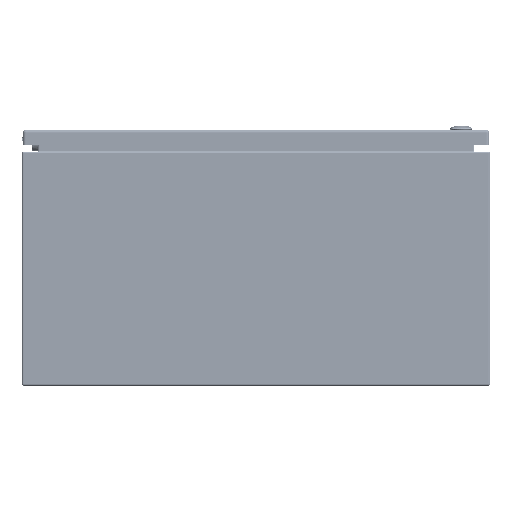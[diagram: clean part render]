
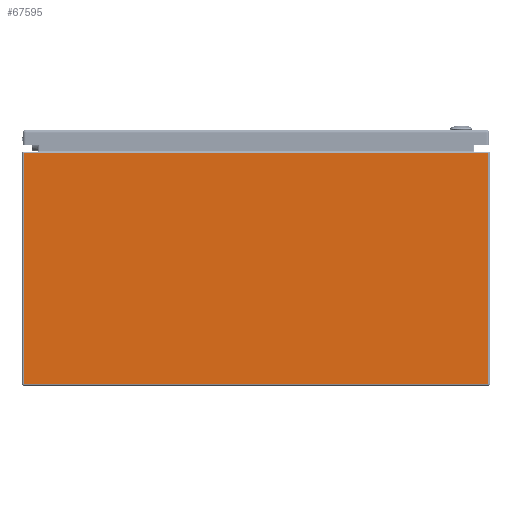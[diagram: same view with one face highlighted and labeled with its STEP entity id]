
A CAD part, front view. The second image highlights one B-rep face of the part: STEP entity #67595.
In plain terms, the highlighted planar face has unit normal (0, -1, 0).
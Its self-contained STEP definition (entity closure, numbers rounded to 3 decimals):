
#6852=LINE('',#95095,#10988);
#6858=LINE('',#95113,#10994);
#6861=LINE('',#95128,#10997);
#6892=LINE('',#95285,#11028);
#10988=VECTOR('',#78744,0.394);
#10994=VECTOR('',#78764,0.394);
#10997=VECTOR('',#78781,0.394);
#11028=VECTOR('',#78964,0.394);
#16246=FACE_OUTER_BOUND('',#20434,.T.);
#20434=EDGE_LOOP('',(#45064,#45065,#45066,#45067));
#27457=VERTEX_POINT('',#95086);
#27460=VERTEX_POINT('',#95093);
#27465=VERTEX_POINT('',#95112);
#27469=VERTEX_POINT('',#95121);
#34177=EDGE_CURVE('',#27460,#27457,#6852,.T.);
#34186=EDGE_CURVE('',#27457,#27465,#6858,.T.);
#34194=EDGE_CURVE('',#27465,#27469,#6861,.T.);
#34273=EDGE_CURVE('',#27469,#27460,#6892,.T.);
#45064=ORIENTED_EDGE('',*,*,#34177,.F.);
#45065=ORIENTED_EDGE('',*,*,#34273,.F.);
#45066=ORIENTED_EDGE('',*,*,#34194,.F.);
#45067=ORIENTED_EDGE('',*,*,#34186,.F.);
#66097=PLANE('',#72709);
#67595=ADVANCED_FACE('',(#16246),#66097,.F.);
#72709=AXIS2_PLACEMENT_3D('',#95284,#78962,#78963);
#78744=DIRECTION('',(0.,0.,1.));
#78764=DIRECTION('',(1.,0.,0.));
#78781=DIRECTION('',(0.,0.,-1.));
#78962=DIRECTION('center_axis',(0.,1.,0.));
#78963=DIRECTION('ref_axis',(0.,0.,1.));
#78964=DIRECTION('',(-1.,0.,0.));
#95086=CARTESIAN_POINT('',(-11.916,-15.,11.916));
#95093=CARTESIAN_POINT('',(-11.916,-15.,0.084));
#95095=CARTESIAN_POINT('',(-11.916,-15.,11.916));
#95112=CARTESIAN_POINT('',(11.916,-15.,11.916));
#95113=CARTESIAN_POINT('',(-11.078,-15.,11.916));
#95121=CARTESIAN_POINT('',(11.916,-15.,0.084));
#95128=CARTESIAN_POINT('',(11.916,-15.,11.916));
#95284=CARTESIAN_POINT('Origin',(11.078,-15.,11.916));
#95285=CARTESIAN_POINT('',(11.518,-15.,0.084));
